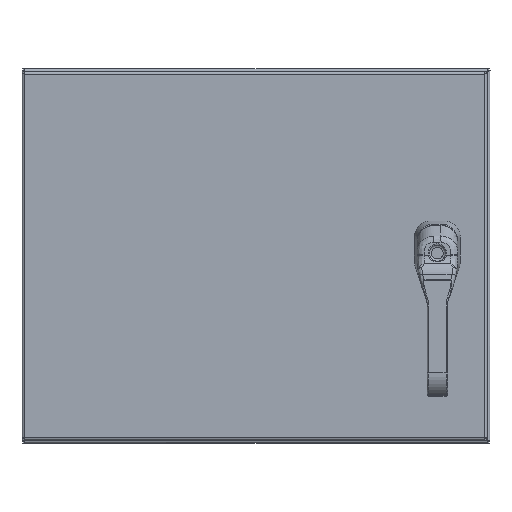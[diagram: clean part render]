
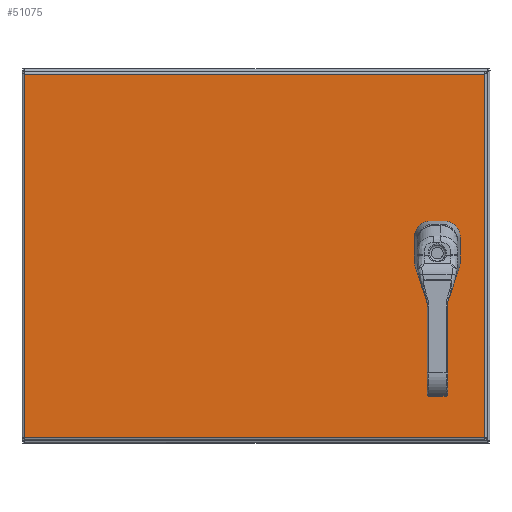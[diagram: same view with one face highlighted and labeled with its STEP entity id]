
A CAD part, top view. The second image highlights one B-rep face of the part: STEP entity #51075.
In plain terms, the highlighted planar face has unit normal (0, 0, 1).
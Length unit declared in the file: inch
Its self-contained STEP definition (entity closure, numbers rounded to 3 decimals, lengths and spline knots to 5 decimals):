
#1051 = DIRECTION ( 'NONE',  ( -1., 0., 0. ) ) ;
#1754 = EDGE_CURVE ( 'NONE', #17365, #9928, #30530, .T. ) ;
#2298 = CARTESIAN_POINT ( 'NONE',  ( 18.15, 8.21262, 6.9175 ) ) ;
#2959 = LINE ( 'NONE', #68826, #31441 ) ;
#3148 = DIRECTION ( 'NONE',  ( 0., 1., 0. ) ) ;
#3455 = VERTEX_POINT ( 'NONE', #40711 ) ;
#3478 = VERTEX_POINT ( 'NONE', #47214 ) ;
#3591 = CARTESIAN_POINT ( 'NONE',  ( 17.75, 8., 6.9175 ) ) ;
#3744 = LINE ( 'NONE', #58666, #17073 ) ;
#3837 = DIRECTION ( 'NONE',  ( 0., 0., -1. ) ) ;
#3879 = FACE_BOUND ( 'NONE', #33841, .T. ) ;
#3923 = DIRECTION ( 'NONE',  ( -1., 0., 0. ) ) ;
#4129 = CARTESIAN_POINT ( 'NONE',  ( 19.76975, 8., 6.9175 ) ) ;
#4196 = CIRCLE ( 'NONE', #37446, 0.14 ) ;
#4390 = ORIENTED_EDGE ( 'NONE', *, *, #52676, .F. ) ;
#5942 = VECTOR ( 'NONE', #49666, 39.37008 ) ;
#6234 = VECTOR ( 'NONE', #3148, 39.37008 ) ;
#6377 = CIRCLE ( 'NONE', #51285, 0.14 ) ;
#7113 = AXIS2_PLACEMENT_3D ( 'NONE', #43625, #20918, #60738 ) ;
#7222 = CARTESIAN_POINT ( 'NONE',  ( 17.96262, 8.4, 6.9175 ) ) ;
#7473 = FACE_BOUND ( 'NONE', #62066, .T. ) ;
#7794 = ORIENTED_EDGE ( 'NONE', *, *, #70463, .F. ) ;
#8347 = CIRCLE ( 'NONE', #69550, 0.453 ) ;
#8705 = VERTEX_POINT ( 'NONE', #58230 ) ;
#8836 = VERTEX_POINT ( 'NONE', #13170 ) ;
#9193 = ORIENTED_EDGE ( 'NONE', *, *, #28424, .T. ) ;
#9543 = LINE ( 'NONE', #50389, #5942 ) ;
#9892 = VERTEX_POINT ( 'NONE', #14536 ) ;
#9928 = VERTEX_POINT ( 'NONE', #50027 ) ;
#10097 = VECTOR ( 'NONE', #26419, 39.37008 ) ;
#11223 = CARTESIAN_POINT ( 'NONE',  ( 19.76975, 15.76975, 6.9175 ) ) ;
#11314 = VECTOR ( 'NONE', #32484, 39.37008 ) ;
#12495 = DIRECTION ( 'NONE',  ( 0., 0., -1. ) ) ;
#13110 = LINE ( 'NONE', #4129, #11314 ) ;
#13170 = CARTESIAN_POINT ( 'NONE',  ( 17.61, 7.11397, 6.9175 ) ) ;
#13401 = DIRECTION ( 'NONE',  ( 0., 0., -1. ) ) ;
#14536 = CARTESIAN_POINT ( 'NONE',  ( 19.76975, 0.23025, 6.9175 ) ) ;
#15343 = CIRCLE ( 'NONE', #48810, 0.14 ) ;
#15644 = EDGE_CURVE ( 'NONE', #68356, #68356, #4196, .T. ) ;
#16324 = VECTOR ( 'NONE', #64406, 39.37008 ) ;
#17073 = VECTOR ( 'NONE', #58426, 39.37008 ) ;
#17365 = VERTEX_POINT ( 'NONE', #66749 ) ;
#18292 = ORIENTED_EDGE ( 'NONE', *, *, #15644, .T. ) ;
#19504 = CIRCLE ( 'NONE', #67867, 0.453 ) ;
#20438 = CARTESIAN_POINT ( 'NONE',  ( 17.75, 8.88497, 6.9175 ) ) ;
#20572 = DIRECTION ( 'NONE',  ( -1., 0., 0. ) ) ;
#20637 = EDGE_CURVE ( 'NONE', #29413, #3455, #3744, .T. ) ;
#20789 = EDGE_CURVE ( 'NONE', #8836, #8836, #6377, .T. ) ;
#20796 = FACE_BOUND ( 'NONE', #28837, .T. ) ;
#20918 = DIRECTION ( 'NONE',  ( 0., 0., -1. ) ) ;
#21376 = LINE ( 'NONE', #71790, #6234 ) ;
#22632 = ORIENTED_EDGE ( 'NONE', *, *, #62129, .T. ) ;
#24096 = VERTEX_POINT ( 'NONE', #72703 ) ;
#26419 = DIRECTION ( 'NONE',  ( 0., -1., 0. ) ) ;
#26870 = DIRECTION ( 'NONE',  ( 0., 0., -1. ) ) ;
#28424 = EDGE_CURVE ( 'NONE', #3455, #17365, #8347, .T. ) ;
#28837 = EDGE_LOOP ( 'NONE', ( #55280, #40479, #70659, #22632, #70290, #50374, #32756, #9193 ) ) ;
#29185 = CARTESIAN_POINT ( 'NONE',  ( 17.53738, 7.6, 6.9175 ) ) ;
#29413 = VERTEX_POINT ( 'NONE', #46290 ) ;
#29885 = VERTEX_POINT ( 'NONE', #40633 ) ;
#30530 = LINE ( 'NONE', #7222, #16324 ) ;
#31384 = CARTESIAN_POINT ( 'NONE',  ( 18.15, 7.78738, 6.9175 ) ) ;
#31441 = VECTOR ( 'NONE', #34799, 39.37008 ) ;
#32247 = DIRECTION ( 'NONE',  ( 0., 0., -1. ) ) ;
#32355 = DIRECTION ( 'NONE',  ( -1., 0., 0. ) ) ;
#32484 = DIRECTION ( 'NONE',  ( 0., -1., 0. ) ) ;
#32756 = ORIENTED_EDGE ( 'NONE', *, *, #20637, .T. ) ;
#32970 = VECTOR ( 'NONE', #1051, 39.37008 ) ;
#33841 = EDGE_LOOP ( 'NONE', ( #18292 ) ) ;
#33980 = EDGE_CURVE ( 'NONE', #46171, #46171, #15343, .T. ) ;
#34159 = CARTESIAN_POINT ( 'NONE',  ( 18.15, 7.78738, 6.9175 ) ) ;
#34799 = DIRECTION ( 'NONE',  ( 1., 0., 0. ) ) ;
#37446 = AXIS2_PLACEMENT_3D ( 'NONE', #20438, #26870, #32355 ) ;
#38038 = EDGE_CURVE ( 'NONE', #8705, #62289, #2959, .T. ) ;
#38277 = DIRECTION ( 'NONE',  ( 0., 0., -1. ) ) ;
#38369 = DIRECTION ( 'NONE',  ( -1., 0., 0. ) ) ;
#39373 = EDGE_CURVE ( 'NONE', #24096, #8705, #21376, .T. ) ;
#40393 = LINE ( 'NONE', #31384, #10097 ) ;
#40479 = ORIENTED_EDGE ( 'NONE', *, *, #59932, .T. ) ;
#40633 = CARTESIAN_POINT ( 'NONE',  ( 17.53738, 7.6, 6.9175 ) ) ;
#40711 = CARTESIAN_POINT ( 'NONE',  ( 17.35, 8.21262, 6.9175 ) ) ;
#41249 = EDGE_CURVE ( 'NONE', #66653, #65318, #40393, .T. ) ;
#42352 = AXIS2_PLACEMENT_3D ( 'NONE', #3591, #3837, #65544 ) ;
#42827 = CARTESIAN_POINT ( 'NONE',  ( 17.75, 6.62197, 6.9175 ) ) ;
#43064 = CARTESIAN_POINT ( 'NONE',  ( 9.9375, 8., 6.9175 ) ) ;
#43614 = ORIENTED_EDGE ( 'NONE', *, *, #20789, .T. ) ;
#43625 = CARTESIAN_POINT ( 'NONE',  ( 17.75, 8., 6.9175 ) ) ;
#43888 = CARTESIAN_POINT ( 'NONE',  ( 17.75, 8., 6.9175 ) ) ;
#46171 = VERTEX_POINT ( 'NONE', #54019 ) ;
#46290 = CARTESIAN_POINT ( 'NONE',  ( 17.35, 7.78738, 6.9175 ) ) ;
#47214 = CARTESIAN_POINT ( 'NONE',  ( 17.96262, 7.6, 6.9175 ) ) ;
#47904 = ORIENTED_EDGE ( 'NONE', *, *, #33980, .T. ) ;
#48810 = AXIS2_PLACEMENT_3D ( 'NONE', #42827, #13401, #70607 ) ;
#49101 = DIRECTION ( 'NONE',  ( 0., 0., -1. ) ) ;
#49230 = ORIENTED_EDGE ( 'NONE', *, *, #38038, .F. ) ;
#49666 = DIRECTION ( 'NONE',  ( -1., 0., 0. ) ) ;
#50027 = CARTESIAN_POINT ( 'NONE',  ( 17.96262, 8.4, 6.9175 ) ) ;
#50374 = ORIENTED_EDGE ( 'NONE', *, *, #67642, .T. ) ;
#50389 = CARTESIAN_POINT ( 'NONE',  ( 9.9375, 0.23025, 6.9175 ) ) ;
#51075 = ADVANCED_FACE ( 'NONE', ( #7473, #62614, #3879, #20796, #57277 ), #72075, .F. ) ;
#51285 = AXIS2_PLACEMENT_3D ( 'NONE', #65844, #32247, #20572 ) ;
#52676 = EDGE_CURVE ( 'NONE', #9892, #24096, #9543, .T. ) ;
#54019 = CARTESIAN_POINT ( 'NONE',  ( 17.61, 6.62197, 6.9175 ) ) ;
#55280 = ORIENTED_EDGE ( 'NONE', *, *, #1754, .T. ) ;
#57277 = FACE_OUTER_BOUND ( 'NONE', #60030, .T. ) ;
#58230 = CARTESIAN_POINT ( 'NONE',  ( 0.10525, 15.76975, 6.9175 ) ) ;
#58426 = DIRECTION ( 'NONE',  ( 0., 1., 0. ) ) ;
#58666 = CARTESIAN_POINT ( 'NONE',  ( 17.35, 8.21262, 6.9175 ) ) ;
#59044 = CIRCLE ( 'NONE', #42352, 0.453 ) ;
#59932 = EDGE_CURVE ( 'NONE', #9928, #66653, #19504, .T. ) ;
#60030 = EDGE_LOOP ( 'NONE', ( #4390, #7794, #49230, #71797 ) ) ;
#60738 = DIRECTION ( 'NONE',  ( -1., 0., 0. ) ) ;
#62066 = EDGE_LOOP ( 'NONE', ( #47904 ) ) ;
#62129 = EDGE_CURVE ( 'NONE', #65318, #3478, #59044, .T. ) ;
#62289 = VERTEX_POINT ( 'NONE', #11223 ) ;
#62614 = FACE_BOUND ( 'NONE', #63092, .T. ) ;
#62732 = CARTESIAN_POINT ( 'NONE',  ( 17.61, 8.88497, 6.9175 ) ) ;
#63092 = EDGE_LOOP ( 'NONE', ( #43614 ) ) ;
#63523 = CARTESIAN_POINT ( 'NONE',  ( 17.75, 8., 6.9175 ) ) ;
#64406 = DIRECTION ( 'NONE',  ( 1., 0., 0. ) ) ;
#64663 = CIRCLE ( 'NONE', #7113, 0.453 ) ;
#65318 = VERTEX_POINT ( 'NONE', #34159 ) ;
#65544 = DIRECTION ( 'NONE',  ( -1., 0., 0. ) ) ;
#65738 = DIRECTION ( 'NONE',  ( -1., 0., 0. ) ) ;
#65844 = CARTESIAN_POINT ( 'NONE',  ( 17.75, 7.11397, 6.9175 ) ) ;
#66653 = VERTEX_POINT ( 'NONE', #2298 ) ;
#66749 = CARTESIAN_POINT ( 'NONE',  ( 17.53738, 8.4, 6.9175 ) ) ;
#67618 = AXIS2_PLACEMENT_3D ( 'NONE', #43064, #38277, #3923 ) ;
#67642 = EDGE_CURVE ( 'NONE', #29885, #29413, #64663, .T. ) ;
#67867 = AXIS2_PLACEMENT_3D ( 'NONE', #63523, #12495, #65738 ) ;
#68356 = VERTEX_POINT ( 'NONE', #62732 ) ;
#68551 = LINE ( 'NONE', #29185, #32970 ) ;
#68826 = CARTESIAN_POINT ( 'NONE',  ( 9.9375, 15.76975, 6.9175 ) ) ;
#69244 = EDGE_CURVE ( 'NONE', #3478, #29885, #68551, .T. ) ;
#69550 = AXIS2_PLACEMENT_3D ( 'NONE', #43888, #49101, #38369 ) ;
#70290 = ORIENTED_EDGE ( 'NONE', *, *, #69244, .T. ) ;
#70463 = EDGE_CURVE ( 'NONE', #62289, #9892, #13110, .T. ) ;
#70607 = DIRECTION ( 'NONE',  ( -1., 0., 0. ) ) ;
#70659 = ORIENTED_EDGE ( 'NONE', *, *, #41249, .T. ) ;
#71790 = CARTESIAN_POINT ( 'NONE',  ( 0.10525, 8., 6.9175 ) ) ;
#71797 = ORIENTED_EDGE ( 'NONE', *, *, #39373, .F. ) ;
#72075 = PLANE ( 'NONE',  #67618 ) ;
#72703 = CARTESIAN_POINT ( 'NONE',  ( 0.10525, 0.23025, 6.9175 ) ) ;
